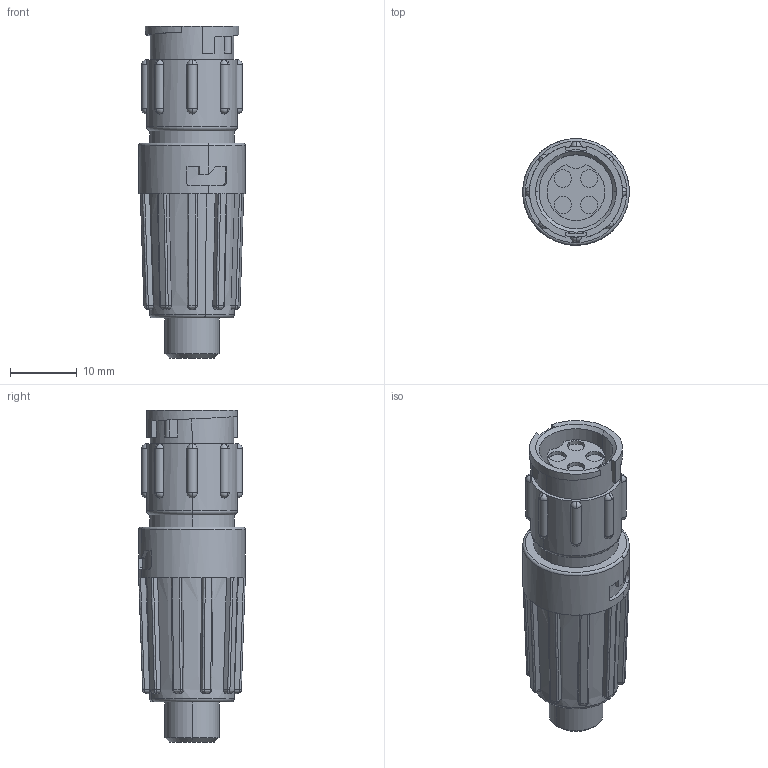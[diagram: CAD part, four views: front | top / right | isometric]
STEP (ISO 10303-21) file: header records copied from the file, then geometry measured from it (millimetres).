
FILE_DESCRIPTION (( 'STEP AP203' ), '1' );
FILE_NAME ('8380-4SG-5XX.STEP', '2018-08-17T15:28:01', ( '' ), ( '' ), 'SwSTEP 2.0', 'SolidWorks 2017', '' );
FILE_SCHEMA (( 'CONFIG_CONTROL_DESIGN' ));
Length unit declared in the file: inch
Products named in the file (1): 8380-4SG-5XX
Bounding box: 15.99 x 16 x 49.82 mm (x, y, z)
Volume: 6341.1 mm3; surface area: 3596.2 mm2
Topology: 1 solids, 1 shells, 273 faces, 759 edges, 446 vertices
Faces by surface type: bspline 82, plane 80, cylinder 67, sphere 32, cone 6, torus 6
Entity records: 15430 total; most frequent: CARTESIAN_POINT 9545, ORIENTED_EDGE 1346, DIRECTION 1023, EDGE_CURVE 673, VERTEX_POINT 412, AXIS2_PLACEMENT_3D 405, EDGE_LOOP 283, ADVANCED_FACE 273
